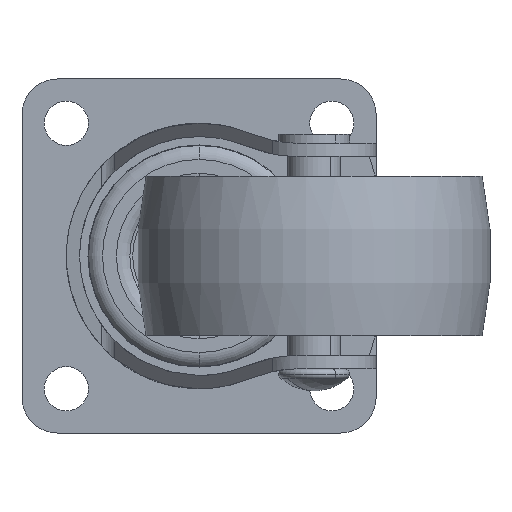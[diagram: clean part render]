
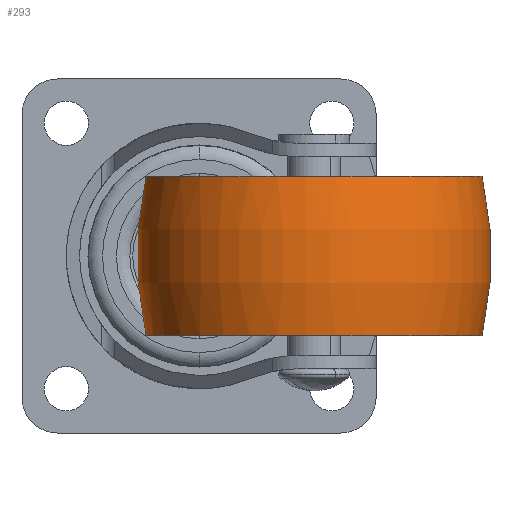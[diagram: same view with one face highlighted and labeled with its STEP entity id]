
A CAD part, front view. The second image highlights one B-rep face of the part: STEP entity #293.
In plain terms, the highlighted toroidal (fillet/blend) face has major radius 21 mm and minor radius 41 mm.
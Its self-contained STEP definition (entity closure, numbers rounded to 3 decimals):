
#293=ADVANCED_FACE('',(#630),#631,.T.);
#630=FACE_OUTER_BOUND('',#1190,.T.);
#631=TOROIDAL_SURFACE('',#1191,-21.,41.);
#1190=EDGE_LOOP('',(#2195,#2196,#2197,#2198));
#1191=AXIS2_PLACEMENT_3D('',#2199,#2200,#2201);
#2195=ORIENTED_EDGE('',*,*,#3589,.F.);
#2196=ORIENTED_EDGE('',*,*,#3605,.T.);
#2197=ORIENTED_EDGE('',*,*,#3591,.T.);
#2198=ORIENTED_EDGE('',*,*,#3606,.F.);
#2199=CARTESIAN_POINT('',(13.0,-27.9,0.));
#2200=DIRECTION('',(0.0,0.0,1.0));
#2201=DIRECTION('',(0.999,-0.046,0.0));
#3589=EDGE_CURVE('',#4282,#4284,#4285,.T.);
#3591=EDGE_CURVE('',#4281,#4286,#4288,.T.);
#3605=EDGE_CURVE('',#4282,#4281,#4306,.T.);
#3606=EDGE_CURVE('',#4284,#4286,#4307,.T.);
#4281=VERTEX_POINT('',#5600);
#4282=VERTEX_POINT('',#5601);
#4284=VERTEX_POINT('',#5603);
#4285=CIRCLE('',#5604,41.);
#4286=VERTEX_POINT('',#5605);
#4288=CIRCLE('',#5607,41.);
#4306=CIRCLE('',#5629,19.0);
#4307=CIRCLE('',#5630,19.0);
#5600=CARTESIAN_POINT('',(31.98,-28.779,-9.));
#5601=CARTESIAN_POINT('',(-5.98,-27.021,-9.));
#5603=CARTESIAN_POINT('',(-5.98,-27.021,9.));
#5604=AXIS2_PLACEMENT_3D('',#6792,#6793,#6794);
#5605=CARTESIAN_POINT('',(31.98,-28.779,9.));
#5607=AXIS2_PLACEMENT_3D('',#6798,#6799,#6800);
#5629=AXIS2_PLACEMENT_3D('',#6832,#6833,#6834);
#5630=AXIS2_PLACEMENT_3D('',#6835,#6836,#6837);
#6792=CARTESIAN_POINT('',(33.978,-28.871,0.));
#6793=DIRECTION('',(0.046,0.999,0.0));
#6794=DIRECTION('',(0.999,-0.046,0.0));
#6798=CARTESIAN_POINT('',(-7.978,-26.929,0.));
#6799=DIRECTION('',(-0.046,-0.999,0.0));
#6800=DIRECTION('',(-0.999,0.046,0.0));
#6832=CARTESIAN_POINT('',(13.0,-27.9,-9.));
#6833=DIRECTION('',(0.0,0.0,1.0));
#6834=DIRECTION('',(0.999,-0.046,0.0));
#6835=CARTESIAN_POINT('',(13.0,-27.9,9.));
#6836=DIRECTION('',(0.0,0.0,1.0));
#6837=DIRECTION('',(0.999,-0.046,0.0));
